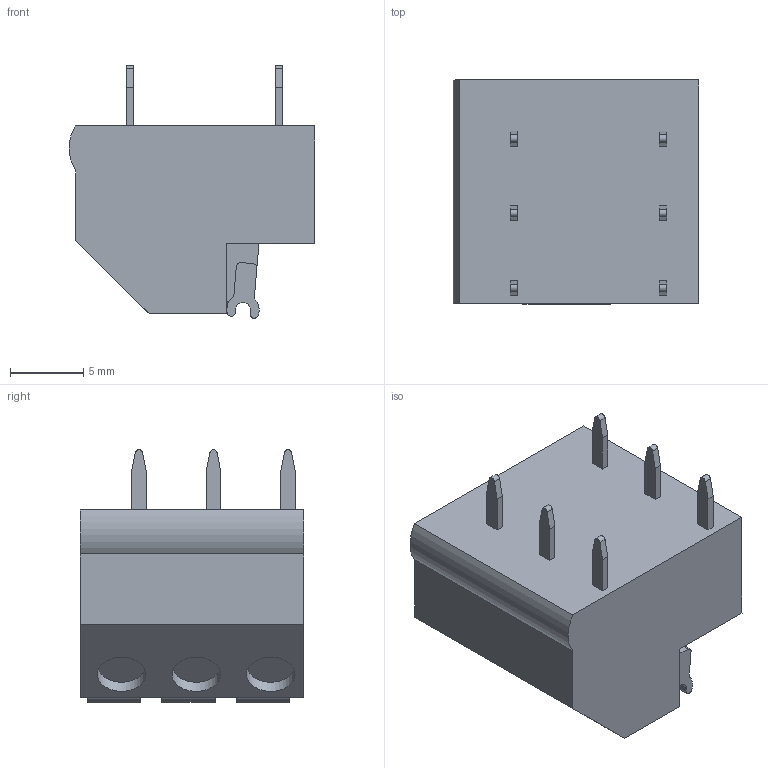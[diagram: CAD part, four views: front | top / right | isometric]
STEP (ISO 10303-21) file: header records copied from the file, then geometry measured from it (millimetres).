
FILE_DESCRIPTION((''),'2;1');
FILE_NAME('DG237-5_08-01P-00A','2020-06-12T',('P'),(''),'PRO/ENGINEER BY PARAMETRIC TECHNOLOGY CORPORATION, 2010280','PRO/ENGINEER BY PARAMETRIC TECHNOLOGY CORPORATION, 2010280','');
FILE_SCHEMA(('CONFIG_CONTROL_DESIGN'));
Length unit declared in the file: millimetre
Products named in the file (1): DG237-5_08-01P-00A
Bounding box: 16.75 x 15.24 x 17.2 mm (x, y, z)
Volume: 2595.7 mm3; surface area: 1544.2 mm2
Topology: 1 solids, 7 shells, 232 faces, 618 edges, 415 vertices
Faces by surface type: plane 189, cylinder 43
Entity records: 7261 total; most frequent: CARTESIAN_POINT 1385, ORIENTED_EDGE 1236, DIRECTION 1147, EDGE_CURVE 618, VECTOR 505, LINE 505, VERTEX_POINT 415, AXIS2_PLACEMENT_3D 321
